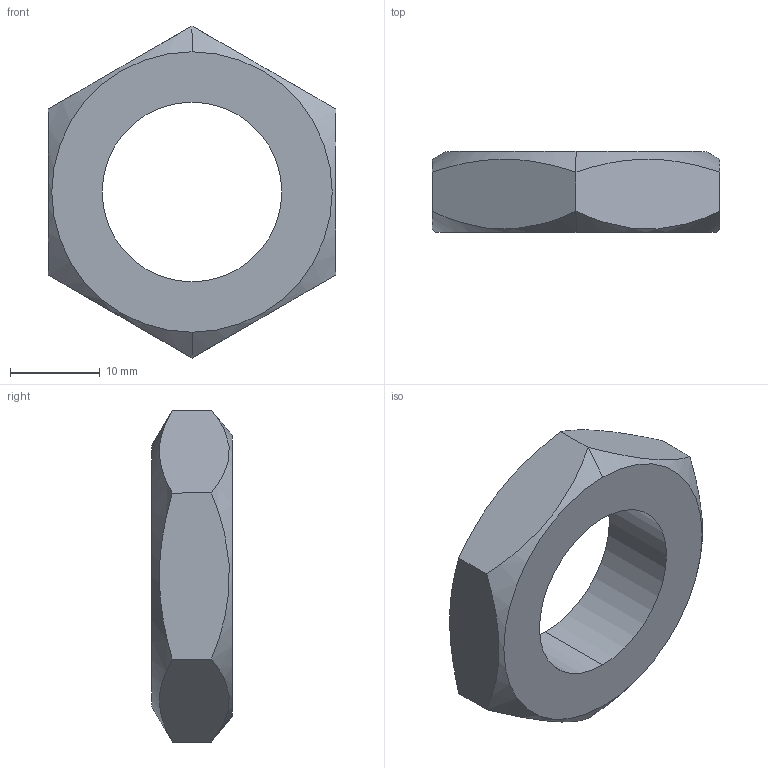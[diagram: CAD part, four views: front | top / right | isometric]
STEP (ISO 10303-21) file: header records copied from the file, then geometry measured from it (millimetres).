
FILE_DESCRIPTION (( 'STEP AP214' ), '1' );
FILE_NAME ('Copy of Part6^Axle Bearing.STEP', '2025-02-11T23:26:31', ( '' ), ( '' ), 'SwSTEP 2.0', 'SolidWorks 2024', '' );
FILE_SCHEMA (( 'AUTOMOTIVE_DESIGN' ));
Length unit declared in the file: millimetre
Products named in the file (1): Copy of Part6^Axle Bearing
Bounding box: 32 x 9 x 36.95 mm (x, y, z)
Volume: 4899.3 mm3; surface area: 2515.6 mm2
Topology: 1 solids, 1 shells, 14 faces, 32 edges, 20 vertices
Faces by surface type: plane 8, cone 4, cylinder 2
Entity records: 539 total; most frequent: CARTESIAN_POINT 211, ORIENTED_EDGE 64, DIRECTION 58, EDGE_CURVE 32, AXIS2_PLACEMENT_3D 23, VERTEX_POINT 20, EDGE_LOOP 16, FACE_OUTER_BOUND 14
